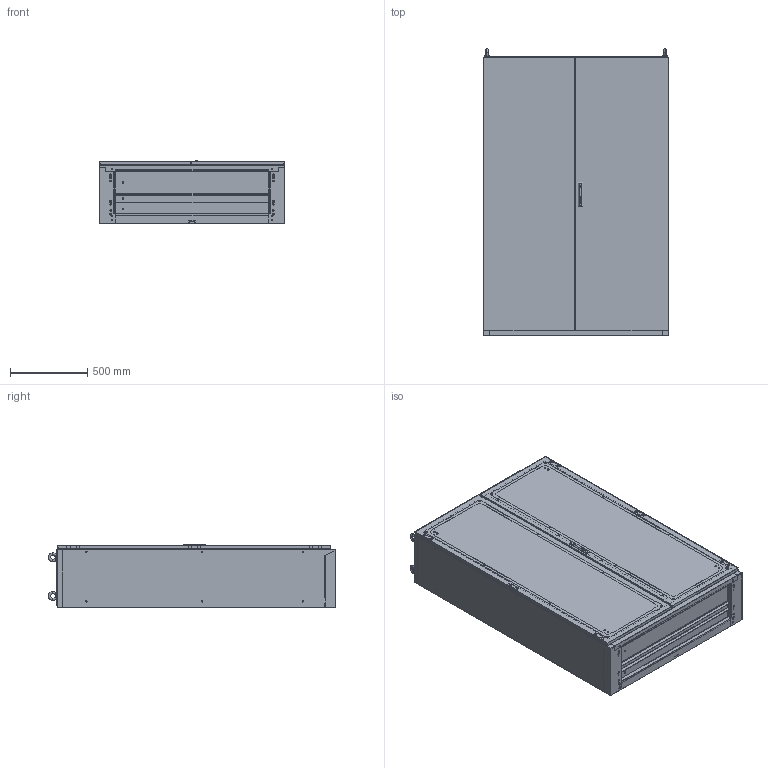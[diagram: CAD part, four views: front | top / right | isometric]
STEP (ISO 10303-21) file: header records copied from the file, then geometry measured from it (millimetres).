
FILE_DESCRIPTION (( 'STEP AP214' ), '1' );
FILE_NAME ('0390-1218-40-07.step', '2022-07-28T11:07:04', ( '' ), ( '' ), 'SwSTEP 2.0', 'SolidWorks 2019', '' );
FILE_SCHEMA (( 'AUTOMOTIVE_DESIGN' ));
Length unit declared in the file: millimetre
Products named in the file (7): 0390-1218-40-07; Korpus_ss_1218-40; Tuer2_s_0395-1218-05-97; Dachplatte_ss_0390-1200-40-07; TuerGG_s_0395-1218-02-97; Bodenplattensatz_s_0396-1200-40-03; TuerLP_s_0395-1218-01-97
Assembly tree (6 placements, depth 3):
  0390-1218-40-07
    Korpus_ss_1218-40
    Tuer2_s_0395-1218-05-97
      TuerGG_s_0395-1218-02-97
      TuerLP_s_0395-1218-01-97
    Dachplatte_ss_0390-1200-40-07
    Bodenplattensatz_s_0396-1200-40-03
Bounding box: 1200 x 1857.99 x 407.5 mm (x, y, z)
Volume: 15516786.6 mm3; surface area: 17093698.3 mm2
Topology: 45 solids, 45 shells, 4940 faces, 12994 edges, 8590 vertices
Faces by surface type: plane 2552, cylinder 2176, cone 174, torus 24, bspline 14
Entity records: 190360 total; most frequent: CARTESIAN_POINT 28779, DIRECTION 27159, ORIENTED_EDGE 25988, EDGE_CURVE 12994, AXIS2_PLACEMENT_3D 9558, VERTEX_POINT 8590, LINE 8043, VECTOR 8043
